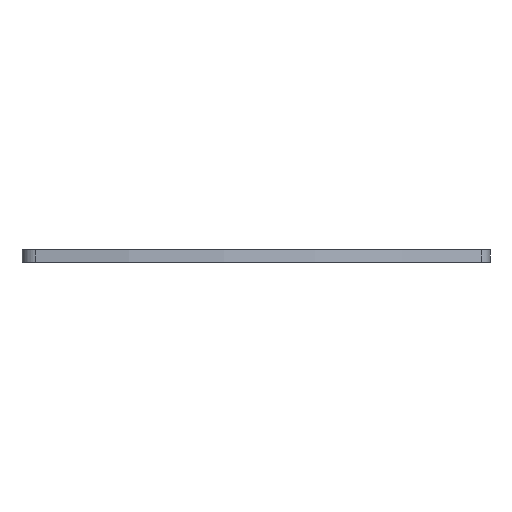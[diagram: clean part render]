
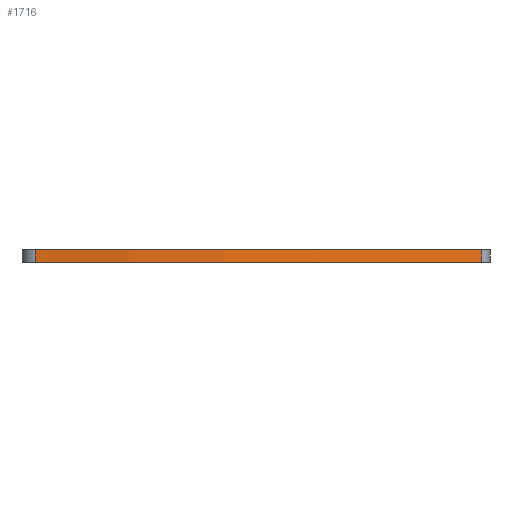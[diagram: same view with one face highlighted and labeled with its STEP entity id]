
A CAD part, front view. The second image highlights one B-rep face of the part: STEP entity #1716.
In plain terms, the highlighted cylindrical face has radius 187.992 mm (diameter 375.985 mm), a partial arc.
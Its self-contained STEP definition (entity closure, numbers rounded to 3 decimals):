
#239=FACE_OUTER_BOUND('',#339,.T.);
#339=EDGE_LOOP('',(#1396,#1397,#1398,#1399));
#484=LINE('',#2857,#617);
#485=LINE('',#2860,#618);
#617=VECTOR('',#2278,10.);
#618=VECTOR('',#2281,10.);
#687=CIRCLE('',#1813,187.992);
#733=CIRCLE('',#1880,187.992);
#850=VERTEX_POINT('',#2674);
#851=VERTEX_POINT('',#2676);
#919=VERTEX_POINT('',#2856);
#920=VERTEX_POINT('',#2858);
#1012=EDGE_CURVE('',#850,#851,#687,.T.);
#1103=EDGE_CURVE('',#919,#850,#484,.T.);
#1104=EDGE_CURVE('',#920,#919,#733,.T.);
#1105=EDGE_CURVE('',#920,#851,#485,.T.);
#1396=ORIENTED_EDGE('',*,*,#1012,.F.);
#1397=ORIENTED_EDGE('',*,*,#1103,.F.);
#1398=ORIENTED_EDGE('',*,*,#1104,.F.);
#1399=ORIENTED_EDGE('',*,*,#1105,.T.);
#1652=CYLINDRICAL_SURFACE('',#1879,187.992);
#1716=ADVANCED_FACE('',(#239),#1652,.T.);
#1813=AXIS2_PLACEMENT_3D('',#2677,#2099,#2100);
#1879=AXIS2_PLACEMENT_3D('',#2855,#2276,#2277);
#1880=AXIS2_PLACEMENT_3D('',#2859,#2279,#2280);
#2099=DIRECTION('center_axis',(0.,0.,-1.));
#2100=DIRECTION('ref_axis',(-0.157,-0.988,0.));
#2276=DIRECTION('center_axis',(0.,0.,-1.));
#2277=DIRECTION('ref_axis',(-0.157,-0.988,0.));
#2278=DIRECTION('',(0.,0.,-1.));
#2279=DIRECTION('center_axis',(0.,0.,1.));
#2280=DIRECTION('ref_axis',(-0.157,-0.988,0.));
#2281=DIRECTION('',(0.,0.,-1.));
#2674=CARTESIAN_POINT('',(147.407,58.324,0.));
#2676=CARTESIAN_POINT('',(4.214,22.432,0.));
#2677=CARTESIAN_POINT('Origin',(33.773,208.086,0.));
#2855=CARTESIAN_POINT('Origin',(33.773,208.086,4.));
#2856=CARTESIAN_POINT('',(147.407,58.324,4.));
#2857=CARTESIAN_POINT('',(147.407,58.324,0.));
#2858=CARTESIAN_POINT('',(4.214,22.432,4.));
#2859=CARTESIAN_POINT('Origin',(33.773,208.086,4.));
#2860=CARTESIAN_POINT('',(4.214,22.432,4.));
